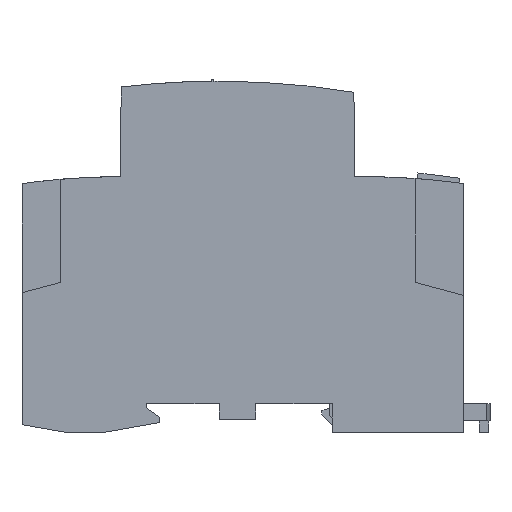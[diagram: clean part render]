
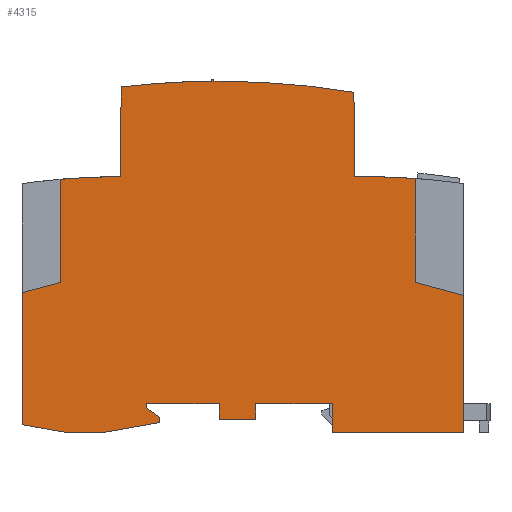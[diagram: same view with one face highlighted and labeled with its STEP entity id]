
A CAD part, left-side view. The second image highlights one B-rep face of the part: STEP entity #4315.
In plain terms, the highlighted planar face has unit normal (-1, 0, 0).
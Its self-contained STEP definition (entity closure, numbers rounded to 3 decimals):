
#2=DIRECTION('',(0.,0.,-1.));
#3=VECTOR('',#2,19.962);
#4=CARTESIAN_POINT('',(-27.,-33.1,15.033));
#5=LINE('',#4,#3);
#6=DIRECTION('',(0.,-0.966,-0.259));
#7=VECTOR('',#6,9.628);
#8=CARTESIAN_POINT('',(-27.,-33.1,-4.929));
#9=LINE('',#8,#7);
#10=DIRECTION('',(0.,0.,-1.));
#11=VECTOR('',#10,26.304);
#12=CARTESIAN_POINT('',(-27.,-42.4,-7.421));
#13=LINE('',#12,#11);
#14=DIRECTION('',(0.,1.,0.));
#15=VECTOR('',#14,25.2);
#16=CARTESIAN_POINT('',(-27.,-42.4,-33.725));
#17=LINE('',#16,#15);
#18=DIRECTION('',(0.,0.,1.));
#19=VECTOR('',#18,5.5);
#20=CARTESIAN_POINT('',(-27.,-17.2,-33.725));
#21=LINE('',#20,#19);
#22=DIRECTION('',(0.,1.,0.));
#23=VECTOR('',#22,14.7);
#24=CARTESIAN_POINT('',(-27.,-17.2,-28.225));
#25=LINE('',#24,#23);
#26=DIRECTION('',(0.,0.,-1.));
#27=VECTOR('',#26,3.);
#28=CARTESIAN_POINT('',(-27.,-2.5,-28.225));
#29=LINE('',#28,#27);
#30=DIRECTION('',(0.,1.,0.));
#31=VECTOR('',#30,7.);
#32=CARTESIAN_POINT('',(-27.,-2.5,-31.225));
#33=LINE('',#32,#31);
#34=DIRECTION('',(0.,0.,1.));
#35=VECTOR('',#34,3.);
#36=CARTESIAN_POINT('',(-27.,4.5,-31.225));
#37=LINE('',#36,#35);
#38=DIRECTION('',(0.,1.,0.));
#39=VECTOR('',#38,14.);
#40=CARTESIAN_POINT('',(-27.,4.5,-28.225));
#41=LINE('',#40,#39);
#42=DIRECTION('',(0.,0.,-1.));
#43=VECTOR('',#42,0.8);
#44=CARTESIAN_POINT('',(-27.,18.5,-28.225));
#45=LINE('',#44,#43);
#46=DIRECTION('',(0.,-0.819,-0.574));
#47=VECTOR('',#46,3.174);
#48=CARTESIAN_POINT('',(-27.,18.5,-29.025));
#49=LINE('',#48,#47);
#50=DIRECTION('',(0.,0.,-1.));
#51=VECTOR('',#50,0.993);
#52=CARTESIAN_POINT('',(-27.,15.9,-30.846));
#53=LINE('',#52,#51);
#54=DIRECTION('',(0.,0.985,-0.174));
#55=VECTOR('',#54,10.865);
#56=CARTESIAN_POINT('',(-27.,15.9,-31.838));
#57=LINE('',#56,#55);
#58=DIRECTION('',(0.,1.,0.));
#59=VECTOR('',#58,7.5);
#60=CARTESIAN_POINT('',(-27.,26.6,-33.725));
#61=LINE('',#60,#59);
#62=DIRECTION('',(0.,0.985,0.174));
#63=VECTOR('',#62,8.428);
#64=CARTESIAN_POINT('',(-27.,34.1,-33.725));
#65=LINE('',#64,#63);
#66=DIRECTION('',(0.,0.,1.));
#67=VECTOR('',#66,25.377);
#68=CARTESIAN_POINT('',(-27.,42.4,-32.261));
#69=LINE('',#68,#67);
#70=DIRECTION('',(0.,-0.966,0.259));
#71=VECTOR('',#70,7.558);
#72=CARTESIAN_POINT('',(-27.,42.4,-6.885));
#73=LINE('',#72,#71);
#74=DIRECTION('',(0.,0.,1.));
#75=VECTOR('',#74,19.805);
#76=CARTESIAN_POINT('',(-27.,35.1,-4.929));
#77=LINE('',#76,#75);
#78=CARTESIAN_POINT('',(-27.,23.5,-119.725));
#79=DIRECTION('',(1.,0.,0.));
#80=DIRECTION('',(0.,0.086,0.996));
#81=AXIS2_PLACEMENT_3D('',#78,#79,#80);
#83=DIRECTION('',(0.,-0.009,1.));
#84=VECTOR('',#83,17.254);
#85=CARTESIAN_POINT('',(-27.,23.5,15.375));
#86=LINE('',#85,#84);
#87=CARTESIAN_POINT('',(-27.,4.65,-126.275));
#88=DIRECTION('',(1.,0.,0.));
#89=DIRECTION('',(0.,0.117,0.993));
#90=AXIS2_PLACEMENT_3D('',#87,#88,#89);
#92=DIRECTION('',(0.,0.,1.));
#93=VECTOR('',#92,0.1);
#94=CARTESIAN_POINT('',(-27.,6.,33.719));
#95=LINE('',#94,#93);
#96=CARTESIAN_POINT('',(-27.,5.8,33.819));
#97=DIRECTION('',(1.,0.,0.));
#98=DIRECTION('',(0.,1.,0.));
#99=AXIS2_PLACEMENT_3D('',#96,#97,#98);
#101=CARTESIAN_POINT('',(-27.,5.8,33.819));
#102=DIRECTION('',(1.,0.,0.));
#103=DIRECTION('',(0.,0.,1.));
#104=AXIS2_PLACEMENT_3D('',#101,#102,#103);
#106=DIRECTION('',(0.,0.,-1.));
#107=VECTOR('',#106,0.096);
#108=CARTESIAN_POINT('',(-27.,5.6,33.819));
#109=LINE('',#108,#107);
#110=CARTESIAN_POINT('',(-27.,4.65,-126.275));
#111=DIRECTION('',(1.,0.,0.));
#112=DIRECTION('',(0.,0.,1.));
#113=AXIS2_PLACEMENT_3D('',#110,#111,#112);
#115=DIRECTION('',(0.,-0.009,-1.));
#116=VECTOR('',#115,16.233);
#117=CARTESIAN_POINT('',(-27.,-21.358,31.597));
#118=LINE('',#117,#116);
#119=CARTESIAN_POINT('',(-27.,-23.5,-119.725));
#120=DIRECTION('',(1.,0.,0.));
#121=DIRECTION('',(0.,0.,1.));
#122=AXIS2_PLACEMENT_3D('',#119,#120,#121);
#132=CARTESIAN_POINT('',(-27.,-23.5,-119.725));
#133=DIRECTION('',(-1.,0.,0.));
#134=DIRECTION('',(0.,0.,1.));
#135=AXIS2_PLACEMENT_3D('',#132,#133,#134);
#271=CARTESIAN_POINT('',(-27.,4.65,-126.275));
#272=DIRECTION('',(-1.,0.,0.));
#273=DIRECTION('',(0.,0.,1.));
#274=AXIS2_PLACEMENT_3D('',#271,#272,#273);
#3268=CARTESIAN_POINT('',(-27.,-33.1,15.033));
#3269=CARTESIAN_POINT('',(-27.,-33.1,-4.929));
#3270=VERTEX_POINT('',#3268);
#3271=VERTEX_POINT('',#3269);
#3272=CARTESIAN_POINT('',(-27.,-42.4,-7.421));
#3273=VERTEX_POINT('',#3272);
#3274=CARTESIAN_POINT('',(-27.,-42.4,-33.725));
#3275=VERTEX_POINT('',#3274);
#3276=CARTESIAN_POINT('',(-27.,-17.2,-33.725));
#3277=VERTEX_POINT('',#3276);
#3278=CARTESIAN_POINT('',(-27.,-17.2,-28.225));
#3279=VERTEX_POINT('',#3278);
#3280=CARTESIAN_POINT('',(-27.,-2.5,-28.225));
#3281=VERTEX_POINT('',#3280);
#3282=CARTESIAN_POINT('',(-27.,-2.5,-31.225));
#3283=VERTEX_POINT('',#3282);
#3284=CARTESIAN_POINT('',(-27.,4.5,-31.225));
#3285=VERTEX_POINT('',#3284);
#3286=CARTESIAN_POINT('',(-27.,4.5,-28.225));
#3287=VERTEX_POINT('',#3286);
#3288=CARTESIAN_POINT('',(-27.,18.5,-28.225));
#3289=VERTEX_POINT('',#3288);
#3290=CARTESIAN_POINT('',(-27.,18.5,-29.025));
#3291=VERTEX_POINT('',#3290);
#3292=CARTESIAN_POINT('',(-27.,15.9,-30.846));
#3293=VERTEX_POINT('',#3292);
#3294=CARTESIAN_POINT('',(-27.,15.9,-31.838));
#3295=VERTEX_POINT('',#3294);
#3296=CARTESIAN_POINT('',(-27.,26.6,-33.725));
#3297=VERTEX_POINT('',#3296);
#3298=CARTESIAN_POINT('',(-27.,34.1,-33.725));
#3299=VERTEX_POINT('',#3298);
#3300=CARTESIAN_POINT('',(-27.,42.4,-32.261));
#3301=VERTEX_POINT('',#3300);
#3302=CARTESIAN_POINT('',(-27.,42.4,-6.885));
#3303=VERTEX_POINT('',#3302);
#3304=CARTESIAN_POINT('',(-27.,35.1,-4.929));
#3305=VERTEX_POINT('',#3304);
#3306=CARTESIAN_POINT('',(-27.,35.1,14.876));
#3307=VERTEX_POINT('',#3306);
#3308=CARTESIAN_POINT('',(-27.,23.5,15.375));
#3309=VERTEX_POINT('',#3308);
#3310=CARTESIAN_POINT('',(-27.,23.349,32.629));
#3311=VERTEX_POINT('',#3310);
#3312=CARTESIAN_POINT('',(-27.,6.,33.719));
#3313=VERTEX_POINT('',#3312);
#3314=CARTESIAN_POINT('',(-27.,6.,33.819));
#3315=VERTEX_POINT('',#3314);
#3316=CARTESIAN_POINT('',(-27.,5.8,34.019));
#3317=VERTEX_POINT('',#3316);
#3318=CARTESIAN_POINT('',(-27.,5.6,33.819));
#3319=VERTEX_POINT('',#3318);
#3320=CARTESIAN_POINT('',(-27.,5.6,33.723));
#3321=VERTEX_POINT('',#3320);
#3322=CARTESIAN_POINT('',(-27.,4.65,33.725));
#3323=VERTEX_POINT('',#3322);
#3324=CARTESIAN_POINT('',(-27.,-21.358,31.597));
#3325=VERTEX_POINT('',#3324);
#3326=CARTESIAN_POINT('',(-27.,-21.5,15.365));
#3327=VERTEX_POINT('',#3326);
#3328=CARTESIAN_POINT('',(-27.,-23.5,15.375));
#3329=VERTEX_POINT('',#3328);
#4246=CARTESIAN_POINT('',(-27.,0.,0.));
#4247=DIRECTION('',(1.,0.,0.));
#4248=DIRECTION('',(0.,0.,-1.));
#4249=AXIS2_PLACEMENT_3D('',#4246,#4247,#4248);
#4250=PLANE('',#4249);
#4252=ORIENTED_EDGE('',*,*,#4251,.T.);
#4254=ORIENTED_EDGE('',*,*,#4253,.T.);
#4256=ORIENTED_EDGE('',*,*,#4255,.T.);
#4258=ORIENTED_EDGE('',*,*,#4257,.T.);
#4260=ORIENTED_EDGE('',*,*,#4259,.T.);
#4262=ORIENTED_EDGE('',*,*,#4261,.T.);
#4264=ORIENTED_EDGE('',*,*,#4263,.T.);
#4266=ORIENTED_EDGE('',*,*,#4265,.T.);
#4268=ORIENTED_EDGE('',*,*,#4267,.T.);
#4270=ORIENTED_EDGE('',*,*,#4269,.T.);
#4272=ORIENTED_EDGE('',*,*,#4271,.T.);
#4274=ORIENTED_EDGE('',*,*,#4273,.T.);
#4276=ORIENTED_EDGE('',*,*,#4275,.T.);
#4278=ORIENTED_EDGE('',*,*,#4277,.T.);
#4280=ORIENTED_EDGE('',*,*,#4279,.T.);
#4282=ORIENTED_EDGE('',*,*,#4281,.T.);
#4284=ORIENTED_EDGE('',*,*,#4283,.T.);
#4286=ORIENTED_EDGE('',*,*,#4285,.T.);
#4288=ORIENTED_EDGE('',*,*,#4287,.T.);
#4290=ORIENTED_EDGE('',*,*,#4289,.T.);
#4292=ORIENTED_EDGE('',*,*,#4291,.T.);
#4294=ORIENTED_EDGE('',*,*,#4293,.T.);
#4296=ORIENTED_EDGE('',*,*,#4295,.T.);
#4298=ORIENTED_EDGE('',*,*,#4297,.T.);
#4300=ORIENTED_EDGE('',*,*,#4299,.T.);
#4302=ORIENTED_EDGE('',*,*,#4301,.T.);
#4304=ORIENTED_EDGE('',*,*,#4303,.F.);
#4306=ORIENTED_EDGE('',*,*,#4305,.T.);
#4308=ORIENTED_EDGE('',*,*,#4307,.T.);
#4310=ORIENTED_EDGE('',*,*,#4309,.F.);
#4312=ORIENTED_EDGE('',*,*,#4311,.T.);
#4313=EDGE_LOOP('',(#4252,#4254,#4256,#4258,#4260,#4262,#4264,#4266,#4268,#4270,
#4272,#4274,#4276,#4278,#4280,#4282,#4284,#4286,#4288,#4290,#4292,#4294,#4296,
#4298,#4300,#4302,#4304,#4306,#4308,#4310,#4312));
#4314=FACE_OUTER_BOUND('',#4313,.F.);
#4315=ADVANCED_FACE('',(#4314),#4250,.F.);
#82=CIRCLE('',#81,135.1);
#91=CIRCLE('',#90,160.);
#100=CIRCLE('',#99,0.2);
#105=CIRCLE('',#104,0.2);
#114=CIRCLE('',#113,160.);
#123=CIRCLE('',#122,135.1);
#136=CIRCLE('',#135,135.1);
#275=CIRCLE('',#274,160.);
#4251=EDGE_CURVE('',#3270,#3271,#5,.T.);
#4253=EDGE_CURVE('',#3271,#3273,#9,.T.);
#4255=EDGE_CURVE('',#3273,#3275,#13,.T.);
#4257=EDGE_CURVE('',#3275,#3277,#17,.T.);
#4259=EDGE_CURVE('',#3277,#3279,#21,.T.);
#4261=EDGE_CURVE('',#3279,#3281,#25,.T.);
#4263=EDGE_CURVE('',#3281,#3283,#29,.T.);
#4265=EDGE_CURVE('',#3283,#3285,#33,.T.);
#4267=EDGE_CURVE('',#3285,#3287,#37,.T.);
#4269=EDGE_CURVE('',#3287,#3289,#41,.T.);
#4271=EDGE_CURVE('',#3289,#3291,#45,.T.);
#4273=EDGE_CURVE('',#3291,#3293,#49,.T.);
#4275=EDGE_CURVE('',#3293,#3295,#53,.T.);
#4277=EDGE_CURVE('',#3295,#3297,#57,.T.);
#4279=EDGE_CURVE('',#3297,#3299,#61,.T.);
#4281=EDGE_CURVE('',#3299,#3301,#65,.T.);
#4283=EDGE_CURVE('',#3301,#3303,#69,.T.);
#4285=EDGE_CURVE('',#3303,#3305,#73,.T.);
#4287=EDGE_CURVE('',#3305,#3307,#77,.T.);
#4289=EDGE_CURVE('',#3307,#3309,#82,.T.);
#4291=EDGE_CURVE('',#3309,#3311,#86,.T.);
#4293=EDGE_CURVE('',#3311,#3313,#91,.T.);
#4295=EDGE_CURVE('',#3313,#3315,#95,.T.);
#4297=EDGE_CURVE('',#3315,#3317,#100,.T.);
#4299=EDGE_CURVE('',#3317,#3319,#105,.T.);
#4301=EDGE_CURVE('',#3319,#3321,#109,.T.);
#4303=EDGE_CURVE('',#3323,#3321,#275,.T.);
#4305=EDGE_CURVE('',#3323,#3325,#114,.T.);
#4307=EDGE_CURVE('',#3325,#3327,#118,.T.);
#4309=EDGE_CURVE('',#3329,#3327,#136,.T.);
#4311=EDGE_CURVE('',#3329,#3270,#123,.T.);
